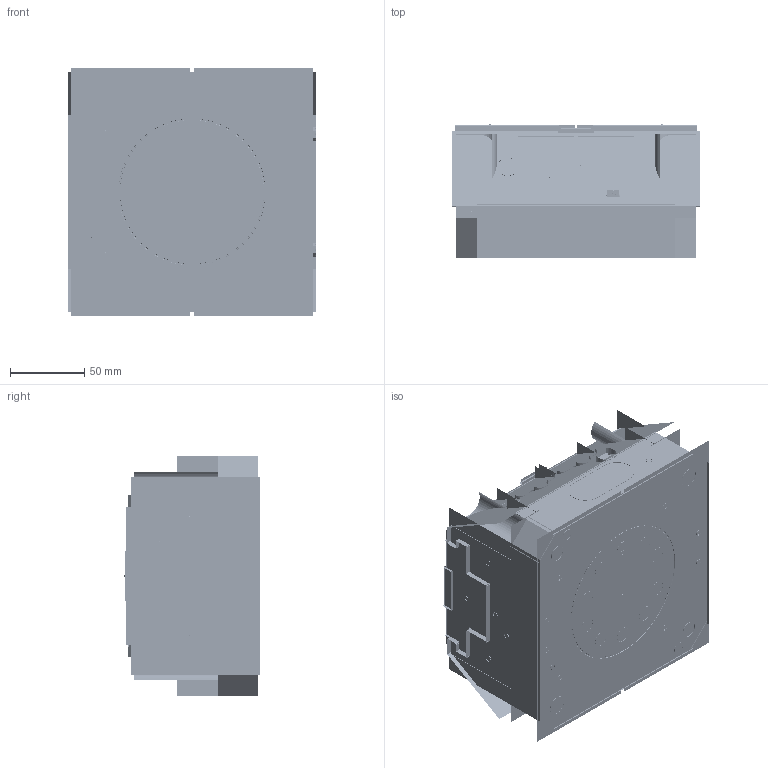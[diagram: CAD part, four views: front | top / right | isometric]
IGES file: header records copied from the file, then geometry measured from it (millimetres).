
Start section:  PTC IGES file: ilcm-vcv-160-c1-id.igs
Global section: file name: ilcm-vcv-160-c1-id.igs; native system: Creo Parametric by PTC Inc.; preprocessor: 2021164; author: AThompson; organization: Unknown; date: 20250331.154255; units: millimetre
Bounding box: 166.4 x 91.08 x 166.4 mm (x, y, z)
Surface area: 530417.8 mm2 (no closed solid volume)
Topology: 0 solids, 0 shells, 4108 faces, 44245 edges, 50744 vertices
Faces by surface type: revolution 2302, bspline 1806
